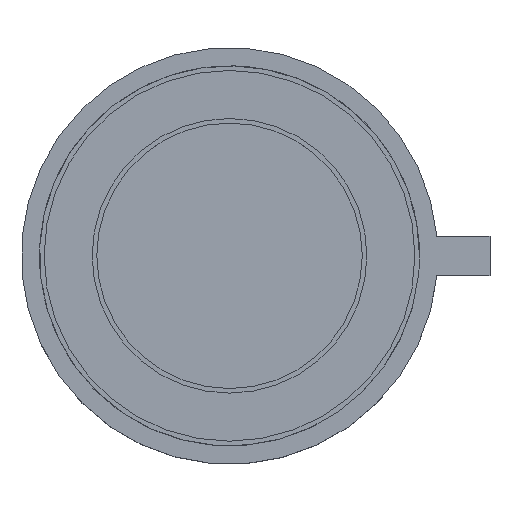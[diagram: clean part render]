
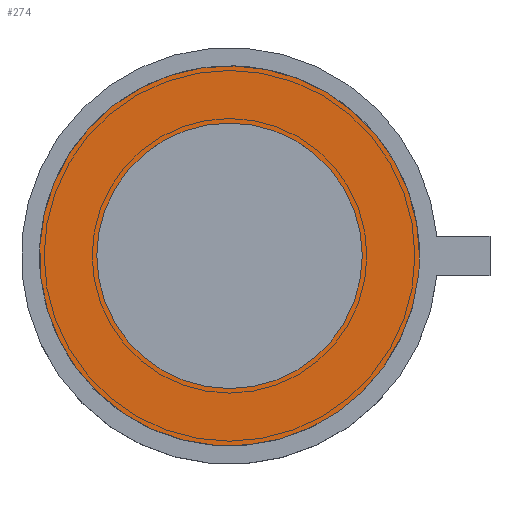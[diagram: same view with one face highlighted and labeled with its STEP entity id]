
A CAD part, top view. The second image highlights one B-rep face of the part: STEP entity #274.
In plain terms, the highlighted planar face has unit normal (0, 0, 1).
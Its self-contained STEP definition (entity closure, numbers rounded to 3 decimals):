
#62=PLANE('',#332);
#74=FACE_BOUND('',#128,.T.);
#95=FACE_OUTER_BOUND('',#127,.T.);
#127=EDGE_LOOP('',(#243));
#128=EDGE_LOOP('',(#244));
#145=CIRCLE('',#330,2.9);
#146=CIRCLE('',#333,4.15);
#167=VERTEX_POINT('',#484);
#168=VERTEX_POINT('',#488);
#193=EDGE_CURVE('',#167,#167,#145,.T.);
#194=EDGE_CURVE('',#168,#168,#146,.T.);
#243=ORIENTED_EDGE('',*,*,#194,.T.);
#244=ORIENTED_EDGE('',*,*,#193,.T.);
#274=ADVANCED_FACE('',(#95,#74),#62,.T.);
#330=AXIS2_PLACEMENT_3D('',#485,#411,#412);
#332=AXIS2_PLACEMENT_3D('',#487,#415,#416);
#333=AXIS2_PLACEMENT_3D('',#489,#417,#418);
#411=DIRECTION('center_axis',(0.,0.,-1.));
#412=DIRECTION('ref_axis',(-1.,0.,0.));
#415=DIRECTION('center_axis',(0.,0.,1.));
#416=DIRECTION('ref_axis',(1.,0.,0.));
#417=DIRECTION('center_axis',(0.,0.,1.));
#418=DIRECTION('ref_axis',(-1.,0.,0.));
#484=CARTESIAN_POINT('',(2.9,0.,3.5));
#485=CARTESIAN_POINT('Origin',(0.,0.,3.5));
#487=CARTESIAN_POINT('Origin',(0.,0.,3.5));
#488=CARTESIAN_POINT('',(4.15,0.,3.5));
#489=CARTESIAN_POINT('Origin',(0.,0.,3.5));
